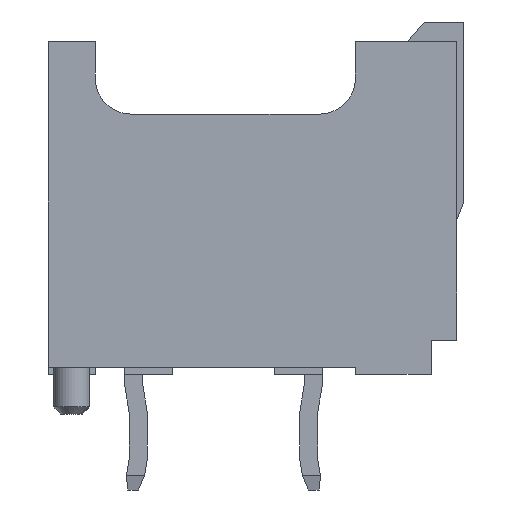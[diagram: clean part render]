
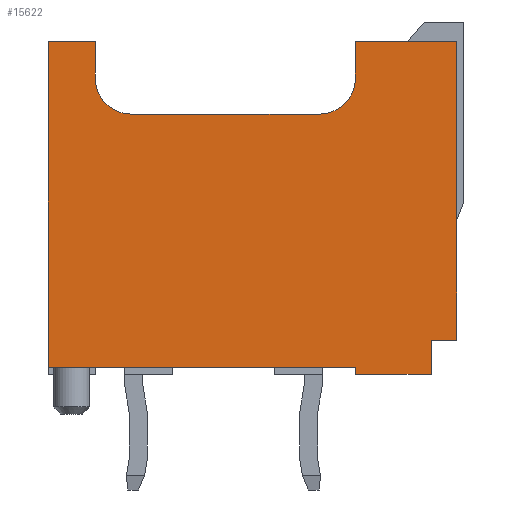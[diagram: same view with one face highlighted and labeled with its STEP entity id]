
A CAD part, left-side view. The second image highlights one B-rep face of the part: STEP entity #15622.
In plain terms, the highlighted face is planar.
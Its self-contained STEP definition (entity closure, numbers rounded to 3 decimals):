
#31=CIRCLE('',#16258,1.);
#32=CIRCLE('',#16259,1.);
#792=ORIENTED_EDGE('',*,*,#3730,.T.);
#793=ORIENTED_EDGE('',*,*,#3731,.T.);
#794=ORIENTED_EDGE('',*,*,#3700,.T.);
#795=ORIENTED_EDGE('',*,*,#3696,.F.);
#796=ORIENTED_EDGE('',*,*,#3732,.F.);
#797=ORIENTED_EDGE('',*,*,#3733,.F.);
#798=ORIENTED_EDGE('',*,*,#3734,.F.);
#799=ORIENTED_EDGE('',*,*,#3658,.F.);
#800=ORIENTED_EDGE('',*,*,#3735,.F.);
#801=ORIENTED_EDGE('',*,*,#3736,.F.);
#802=ORIENTED_EDGE('',*,*,#3737,.F.);
#803=ORIENTED_EDGE('',*,*,#3738,.F.);
#804=ORIENTED_EDGE('',*,*,#3739,.F.);
#805=ORIENTED_EDGE('',*,*,#3740,.F.);
#3658=EDGE_CURVE('',#5149,#5142,#6314,.T.);
#3696=EDGE_CURVE('',#5175,#5172,#6348,.T.);
#3700=EDGE_CURVE('',#5177,#5172,#6352,.T.);
#3730=EDGE_CURVE('',#5195,#5196,#6382,.T.);
#3731=EDGE_CURVE('',#5196,#5177,#6383,.T.);
#3732=EDGE_CURVE('',#5197,#5175,#6384,.T.);
#3733=EDGE_CURVE('',#5198,#5197,#6385,.T.);
#3734=EDGE_CURVE('',#5142,#5198,#6386,.T.);
#3735=EDGE_CURVE('',#5199,#5149,#6387,.T.);
#3736=EDGE_CURVE('',#5200,#5199,#31,.T.);
#3737=EDGE_CURVE('',#5201,#5200,#6388,.T.);
#3738=EDGE_CURVE('',#5202,#5201,#32,.T.);
#3739=EDGE_CURVE('',#5203,#5202,#6389,.T.);
#3740=EDGE_CURVE('',#5195,#5203,#6390,.T.);
#5142=VERTEX_POINT('',#20396);
#5149=VERTEX_POINT('',#20410);
#5172=VERTEX_POINT('',#20478);
#5175=VERTEX_POINT('',#20484);
#5177=VERTEX_POINT('',#20492);
#5195=VERTEX_POINT('',#20550);
#5196=VERTEX_POINT('',#20551);
#5197=VERTEX_POINT('',#20554);
#5198=VERTEX_POINT('',#20556);
#5199=VERTEX_POINT('',#20559);
#5200=VERTEX_POINT('',#20561);
#5201=VERTEX_POINT('',#20563);
#5202=VERTEX_POINT('',#20565);
#5203=VERTEX_POINT('',#20567);
#6314=LINE('',#20411,#7913);
#6348=LINE('',#20485,#7947);
#6352=LINE('',#20493,#7951);
#6382=LINE('',#20549,#7981);
#6383=LINE('',#20552,#7982);
#6384=LINE('',#20553,#7983);
#6385=LINE('',#20555,#7984);
#6386=LINE('',#20557,#7985);
#6387=LINE('',#20558,#7986);
#6388=LINE('',#20562,#7987);
#6389=LINE('',#20566,#7988);
#6390=LINE('',#20568,#7989);
#7913=VECTOR('',#17415,1000.);
#7947=VECTOR('',#17477,1000.);
#7951=VECTOR('',#17485,1000.);
#7981=VECTOR('',#17533,1000.);
#7982=VECTOR('',#17534,1000.);
#7983=VECTOR('',#17535,1000.);
#7984=VECTOR('',#17536,1000.);
#7985=VECTOR('',#17537,1000.);
#7986=VECTOR('',#17538,1000.);
#7987=VECTOR('',#17541,1000.);
#7988=VECTOR('',#17544,1000.);
#7989=VECTOR('',#17545,1000.);
#9287=EDGE_LOOP('',(#792,#793,#794,#795,#796,#797,#798,#799,#800,#801,#802,
#803,#804,#805));
#9969=FACE_BOUND('',#9287,.T.);
#10647=PLANE('',#16257);
#15622=ADVANCED_FACE('',(#9969),#10647,.T.);
#16257=AXIS2_PLACEMENT_3D('',#20548,#17531,#17532);
#16258=AXIS2_PLACEMENT_3D('',#20560,#17539,#17540);
#16259=AXIS2_PLACEMENT_3D('',#20564,#17542,#17543);
#17415=DIRECTION('',(0.,0.,1.));
#17477=DIRECTION('',(0.,0.,-1.));
#17485=DIRECTION('',(0.,1.,0.));
#17531=DIRECTION('',(1.,0.,0.));
#17532=DIRECTION('',(0.,0.,-1.));
#17533=DIRECTION('',(0.,1.,0.));
#17534=DIRECTION('',(0.,0.,1.));
#17535=DIRECTION('',(0.,1.,0.));
#17536=DIRECTION('',(0.,0.,-1.));
#17537=DIRECTION('',(0.,1.,0.));
#17538=DIRECTION('',(0.,-1.,0.));
#17539=DIRECTION('',(1.,0.,0.));
#17540=DIRECTION('',(0.,-1.,0.));
#17541=DIRECTION('',(0.,0.,1.));
#17542=DIRECTION('',(1.,0.,0.));
#17543=DIRECTION('',(0.,-1.,0.));
#17544=DIRECTION('',(0.,1.,0.));
#17545=DIRECTION('',(0.,0.,1.));
#20396=CARTESIAN_POINT('',(10.7,-4.325,5.55));
#20410=CARTESIAN_POINT('',(10.7,-4.325,2.75));
#20411=CARTESIAN_POINT('',(10.7,-4.325,5.75));
#20478=CARTESIAN_POINT('',(10.7,4.875,2.75));
#20484=CARTESIAN_POINT('',(10.7,4.875,4.85));
#20485=CARTESIAN_POINT('',(10.7,4.875,5.75));
#20492=CARTESIAN_POINT('',(10.7,4.675,2.75));
#20493=CARTESIAN_POINT('',(10.7,4.675,2.75));
#20548=CARTESIAN_POINT('',(10.7,-4.875,5.75));
#20549=CARTESIAN_POINT('',(10.7,-4.875,-5.75));
#20550=CARTESIAN_POINT('',(10.7,-4.325,-5.75));
#20551=CARTESIAN_POINT('',(10.7,4.675,-5.75));
#20552=CARTESIAN_POINT('',(10.7,4.675,-4.45));
#20553=CARTESIAN_POINT('',(10.7,3.925,4.85));
#20554=CARTESIAN_POINT('',(10.7,3.925,4.85));
#20555=CARTESIAN_POINT('',(10.7,3.925,5.55));
#20556=CARTESIAN_POINT('',(10.7,3.925,5.55));
#20557=CARTESIAN_POINT('',(10.7,0.625,5.55));
#20558=CARTESIAN_POINT('',(10.7,-3.325,2.75));
#20559=CARTESIAN_POINT('',(10.7,-3.325,2.75));
#20560=CARTESIAN_POINT('',(10.7,-3.325,1.75));
#20561=CARTESIAN_POINT('',(10.7,-2.325,1.75));
#20562=CARTESIAN_POINT('',(10.7,-2.325,-3.45));
#20563=CARTESIAN_POINT('',(10.7,-2.325,-3.45));
#20564=CARTESIAN_POINT('',(10.7,-3.325,-3.45));
#20565=CARTESIAN_POINT('',(10.7,-3.325,-4.45));
#20566=CARTESIAN_POINT('',(10.7,-4.325,-4.45));
#20567=CARTESIAN_POINT('',(10.7,-4.325,-4.45));
#20568=CARTESIAN_POINT('',(10.7,-4.325,-5.75));
